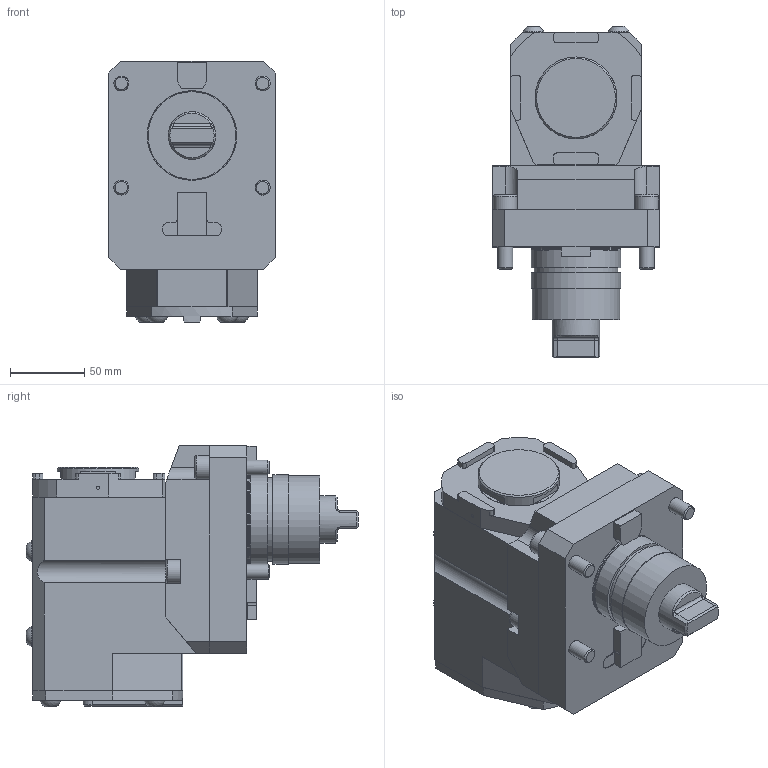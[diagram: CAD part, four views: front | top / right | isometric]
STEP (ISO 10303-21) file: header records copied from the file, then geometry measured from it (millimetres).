
FILE_DESCRIPTION (( 'STEP AP214' ), '1' );
FILE_NAME ('RRPPAH32I331UTT60.STEP', '2025-11-11T10:06:35', ( '' ), ( '' ), 'SwSTEP 2.0', 'SolidWorks 2023', '' );
FILE_SCHEMA (( 'AUTOMOTIVE_DESIGN' ));
Length unit declared in the file: millimetre
Products named in the file (1): RRPPAH32I331UTT60
Bounding box: 112 x 223.1 x 175.9 mm (x, y, z)
Volume: 2148166.8 mm3; surface area: 130890.8 mm2
Topology: 1 solids, 1 shells, 599 faces, 1534 edges, 1018 vertices
Faces by surface type: plane 380, bspline 104, cylinder 90, cone 11, sphere 8, torus 6
Full cylindrical faces by diameter (mm): 1.7 x1, 2.1 x1, 6.366 x1, 10 x4, 14 x8, 16 x4, 32 x1, 55 x1, 56.2 x1, 59 x1, 59.6 x1, 60 x2, 78.078 x1
Entity records: 27190 total; most frequent: CARTESIAN_POINT 9732, ORIENTED_EDGE 2954, DIRECTION 2459, EDGE_CURVE 1477, VECTOR 1019, LINE 1019, VERTEX_POINT 1001, EDGE_LOOP 720
